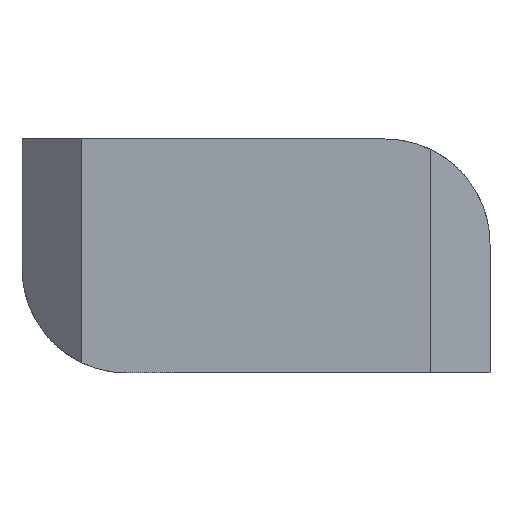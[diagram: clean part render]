
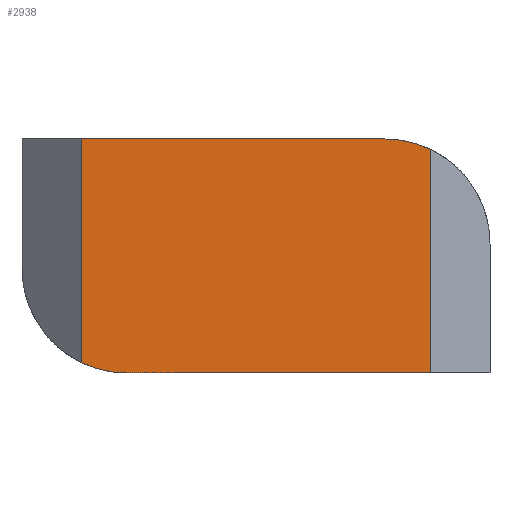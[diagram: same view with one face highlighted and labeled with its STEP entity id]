
A CAD part, front view. The second image highlights one B-rep face of the part: STEP entity #2938.
In plain terms, the highlighted planar face has unit normal (0, -1, 0).
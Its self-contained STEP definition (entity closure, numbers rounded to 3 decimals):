
#118 = AXIS2_PLACEMENT_3D ( 'NONE', #2660, #671, #2983 ) ;
#119 = CARTESIAN_POINT ( 'NONE',  ( 5.8, -4.5, 3.9 ) ) ;
#168 = EDGE_CURVE ( 'NONE', #813, #4078, #2736, .T. ) ;
#204 = LINE ( 'NONE', #119, #1039 ) ;
#424 = DIRECTION ( 'NONE',  ( 0., 1., 0. ) ) ;
#489 = CARTESIAN_POINT ( 'NONE',  ( -5.8, -4.5, 3.9 ) ) ;
#523 = VECTOR ( 'NONE', #561, 1000. ) ;
#546 = CARTESIAN_POINT ( 'NONE',  ( 5.8, -4.5, -3.9 ) ) ;
#561 = DIRECTION ( 'NONE',  ( 1., 0., 0. ) ) ;
#671 = DIRECTION ( 'NONE',  ( 0., -1., 0. ) ) ;
#727 = PLANE ( 'NONE',  #3750 ) ;
#813 = VERTEX_POINT ( 'NONE', #1347 ) ;
#1039 = VECTOR ( 'NONE', #2395, 1000. ) ;
#1049 = EDGE_CURVE ( 'NONE', #2199, #813, #2747, .T. ) ;
#1220 = CARTESIAN_POINT ( 'NONE',  ( 4.3, -4.5, 3.9 ) ) ;
#1238 = VERTEX_POINT ( 'NONE', #1220 ) ;
#1347 = CARTESIAN_POINT ( 'NONE',  ( -4.3, -4.5, -3.9 ) ) ;
#1427 = EDGE_LOOP ( 'NONE', ( #2161, #2201, #2825, #2956, #2994, #3095 ) ) ;
#1647 = VECTOR ( 'NONE', #2795, 1000. ) ;
#1673 = LINE ( 'NONE', #2132, #2505 ) ;
#1768 = EDGE_CURVE ( 'NONE', #3409, #1238, #3385, .T. ) ;
#1774 = DIRECTION ( 'NONE',  ( 0., -1., 0. ) ) ;
#2132 = CARTESIAN_POINT ( 'NONE',  ( 5.8, -4.5, 3.9 ) ) ;
#2161 = ORIENTED_EDGE ( 'NONE', *, *, #168, .T. ) ;
#2199 = VERTEX_POINT ( 'NONE', #3775 ) ;
#2201 = ORIENTED_EDGE ( 'NONE', *, *, #3899, .F. ) ;
#2215 = CARTESIAN_POINT ( 'NONE',  ( -5.8, -4.5, 3.9 ) ) ;
#2321 = CARTESIAN_POINT ( 'NONE',  ( 5.8, -4.5, -3.9 ) ) ;
#2395 = DIRECTION ( 'NONE',  ( 0., 0., -1. ) ) ;
#2505 = VECTOR ( 'NONE', #4120, 1000. ) ;
#2660 = CARTESIAN_POINT ( 'NONE',  ( 4.3, -4.5, 0.4 ) ) ;
#2731 = DIRECTION ( 'NONE',  ( 0., 0., 1. ) ) ;
#2736 = LINE ( 'NONE', #546, #523 ) ;
#2747 = CIRCLE ( 'NONE', #3499, 3.5 ) ;
#2795 = DIRECTION ( 'NONE',  ( 0., 0., -1. ) ) ;
#2825 = ORIENTED_EDGE ( 'NONE', *, *, #1768, .T. ) ;
#2938 = ADVANCED_FACE ( 'NONE', ( #4023 ), #727, .F. ) ;
#2956 = ORIENTED_EDGE ( 'NONE', *, *, #3447, .F. ) ;
#2983 = DIRECTION ( 'NONE',  ( 0., 0., 1. ) ) ;
#2994 = ORIENTED_EDGE ( 'NONE', *, *, #3424, .T. ) ;
#3095 = ORIENTED_EDGE ( 'NONE', *, *, #1049, .T. ) ;
#3103 = CARTESIAN_POINT ( 'NONE',  ( 5.8, -4.5, 3.562 ) ) ;
#3331 = LINE ( 'NONE', #489, #1647 ) ;
#3385 = CIRCLE ( 'NONE', #118, 3.5 ) ;
#3409 = VERTEX_POINT ( 'NONE', #3103 ) ;
#3424 = EDGE_CURVE ( 'NONE', #3924, #2199, #3331, .T. ) ;
#3447 = EDGE_CURVE ( 'NONE', #3924, #1238, #1673, .T. ) ;
#3499 = AXIS2_PLACEMENT_3D ( 'NONE', #3774, #1774, #4105 ) ;
#3698 = CARTESIAN_POINT ( 'NONE',  ( 5.8, -4.5, 3.9 ) ) ;
#3750 = AXIS2_PLACEMENT_3D ( 'NONE', #3698, #424, #2731 ) ;
#3774 = CARTESIAN_POINT ( 'NONE',  ( -4.3, -4.5, -0.4 ) ) ;
#3775 = CARTESIAN_POINT ( 'NONE',  ( -5.8, -4.5, -3.562 ) ) ;
#3899 = EDGE_CURVE ( 'NONE', #3409, #4078, #204, .T. ) ;
#3924 = VERTEX_POINT ( 'NONE', #2215 ) ;
#4023 = FACE_OUTER_BOUND ( 'NONE', #1427, .T. ) ;
#4078 = VERTEX_POINT ( 'NONE', #2321 ) ;
#4105 = DIRECTION ( 'NONE',  ( 0., 0., 1. ) ) ;
#4120 = DIRECTION ( 'NONE',  ( 1., 0., 0. ) ) ;
